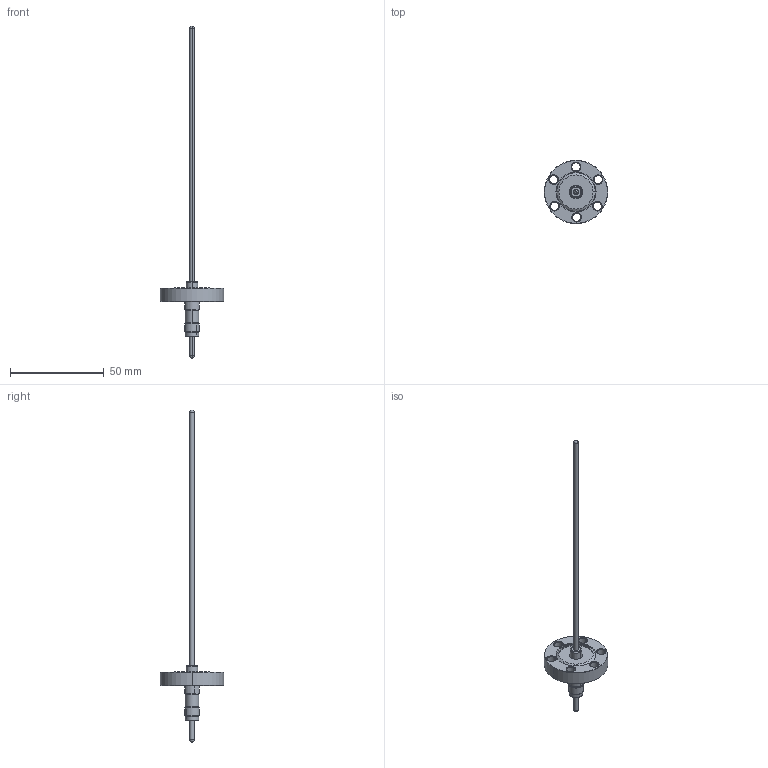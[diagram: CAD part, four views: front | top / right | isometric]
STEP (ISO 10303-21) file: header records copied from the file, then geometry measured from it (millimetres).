
FILE_DESCRIPTION (( 'STEP AP203' ), '1' );
FILE_NAME ('A2597-1-CF.STEP', '2013-06-17T11:38:25', ( '' ), ( '' ), 'SwSTEP 2.0', 'SolidWorks 2012', '' );
FILE_SCHEMA (( 'CONFIG_CONTROL_DESIGN' ));
Length unit declared in the file: inch
Products named in the file (1): A2597-1-CF
Bounding box: 33.78 x 33.78 x 177.29 mm (x, y, z)
Volume: 7085.1 mm3; surface area: 5503.1 mm2
Topology: 1 solids, 1 shells, 114 faces, 242 edges, 142 vertices
Faces by surface type: cylinder 48, cone 42, plane 14, torus 10
Entity records: 3177 total; most frequent: DIRECTION 624, CARTESIAN_POINT 499, ORIENTED_EDGE 484, AXIS2_PLACEMENT_3D 267, EDGE_CURVE 242, CIRCLE 152, VERTEX_POINT 142, EDGE_LOOP 138
